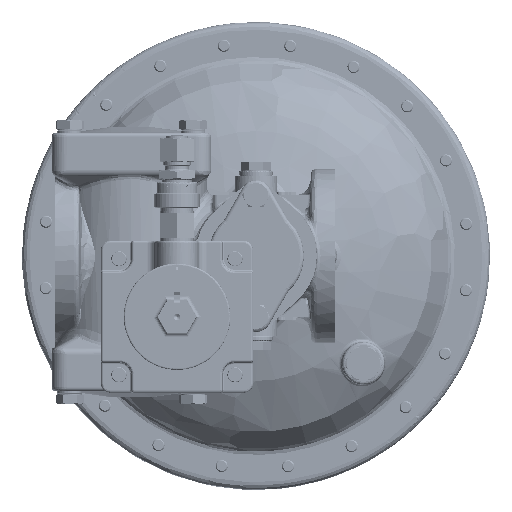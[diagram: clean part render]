
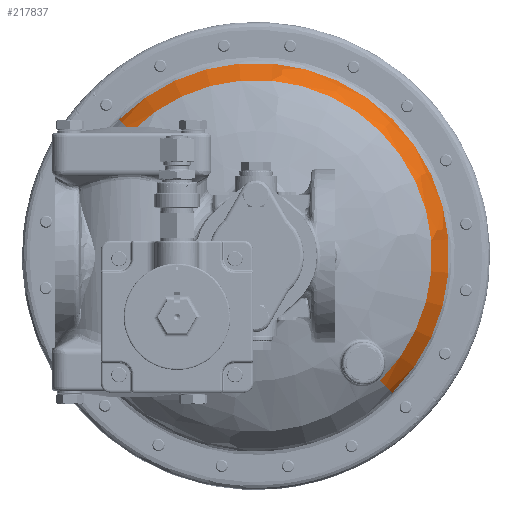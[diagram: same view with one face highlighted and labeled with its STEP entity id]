
A CAD part, front view. The second image highlights one B-rep face of the part: STEP entity #217837.
In plain terms, the highlighted free-form (B-spline) face has degree [3, 3] with [4, 4] control points.
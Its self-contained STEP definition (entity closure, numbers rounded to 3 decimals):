
#1126 = AXIS2_PLACEMENT_3D ( 'NONE', #86338, #204655, #103346 ) ;
#2258 = CARTESIAN_POINT ( 'NONE',  ( 312.702, 136.126, 89.905 ) ) ;
#2608 = VERTEX_POINT ( 'NONE', #186144 ) ;
#2975 = CARTESIAN_POINT ( 'NONE',  ( 124.903, 119.65, -81.915 ) ) ;
#4024 = DIRECTION ( 'NONE',  ( 0., 1., 0. ) ) ;
#5144 = AXIS2_PLACEMENT_3D ( 'NONE', #139328, #38008, #156404 ) ;
#19284 = CARTESIAN_POINT ( 'NONE',  ( -45.273, 129.732, 88.261 ) ) ;
#36336 = CARTESIAN_POINT ( 'NONE',  ( 307.771, 129.732, 88.261 ) ) ;
#38008 = DIRECTION ( 'NONE',  ( -0.707, 0., -0.707 ) ) ;
#40252 = ORIENTED_EDGE ( 'NONE', *, *, #150666, .T. ) ;
#53324 = CARTESIAN_POINT ( 'NONE',  ( -42.553, 124.122, 85.54 ) ) ;
#70389 = CARTESIAN_POINT ( 'NONE',  ( 299.609, 124.122, 85.54 ) ) ;
#77929 = VERTEX_POINT ( 'NONE', #101352 ) ;
#86338 = CARTESIAN_POINT ( 'NONE',  ( -20.335, 149.794, 63.323 ) ) ;
#87368 = CARTESIAN_POINT ( 'NONE',  ( -38.928, 119.65, 81.915 ) ) ;
#90335 = AXIS2_PLACEMENT_3D ( 'NONE', #200737, #99491, #217806 ) ;
#99491 = DIRECTION ( 'NONE',  ( 0., -1., 0. ) ) ;
#100251 = CARTESIAN_POINT ( 'NONE',  ( -38.928, 119.65, 81.915 ) ) ;
#101352 = CARTESIAN_POINT ( 'NONE',  ( -46.917, 136.126, 89.905 ) ) ;
#103346 = DIRECTION ( 'NONE',  ( -0.707, 0., 0.707 ) ) ;
#104430 = CARTESIAN_POINT ( 'NONE',  ( 288.734, 119.65, 81.915 ) ) ;
#105448 = CARTESIAN_POINT ( 'NONE',  ( 42.988, 119.65, 0. ) ) ;
#106052 = CIRCLE ( 'NONE', #157113, 115.846 ) ;
#106540 =( BOUNDED_SURFACE ( )  B_SPLINE_SURFACE ( 3, 3, ( 
 ( #171012, #187950, #2258, #120718 ),
 ( #19284, #137642, #36336, #154723 ),
 ( #53324, #171718, #70389, #188681 ),
 ( #87368, #205685, #104430, #2975 ) ),
 .UNSPECIFIED., .F., .F., .F. ) 
 B_SPLINE_SURFACE_WITH_KNOTS ( ( 4, 4 ),
 ( 4, 4 ),
 ( 0., 1. ),
 ( 0., 1. ),
 .UNSPECIFIED. ) 
 GEOMETRIC_REPRESENTATION_ITEM ( )  RATIONAL_B_SPLINE_SURFACE ( (
 ( 1., 0.333, 0.333, 1.),
 ( 0.979, 0.326, 0.326, 0.979),
 ( 0.979, 0.326, 0.326, 0.979),
 ( 1., 0.333, 0.333, 1.) ) ) 
 REPRESENTATION_ITEM ( '' )  SURFACE ( )  );
#108764 = FACE_OUTER_BOUND ( 'NONE', #146683, .T. ) ;
#111290 = VERTEX_POINT ( 'NONE', #135687 ) ;
#120718 = CARTESIAN_POINT ( 'NONE',  ( 132.893, 136.126, -89.905 ) ) ;
#122435 = DIRECTION ( 'NONE',  ( -0.707, 0., 0.707 ) ) ;
#122895 = VERTEX_POINT ( 'NONE', #100251 ) ;
#123643 = CIRCLE ( 'NONE', #5144, 40. ) ;
#135687 = CARTESIAN_POINT ( 'NONE',  ( 124.903, 119.65, -81.915 ) ) ;
#137642 = CARTESIAN_POINT ( 'NONE',  ( 131.249, 129.732, 264.783 ) ) ;
#139328 = CARTESIAN_POINT ( 'NONE',  ( 106.311, 149.794, -63.323 ) ) ;
#146683 = EDGE_LOOP ( 'NONE', ( #200812, #187986, #40252, #191556 ) ) ;
#150666 = EDGE_CURVE ( 'NONE', #77929, #122895, #179942, .T. ) ;
#154723 = CARTESIAN_POINT ( 'NONE',  ( 131.249, 129.732, -88.261 ) ) ;
#156404 = DIRECTION ( 'NONE',  ( 0.707, 0., -0.707 ) ) ;
#157113 = AXIS2_PLACEMENT_3D ( 'NONE', #105448, #4024, #122435 ) ;
#171012 = CARTESIAN_POINT ( 'NONE',  ( -46.917, 136.126, 89.905 ) ) ;
#171718 = CARTESIAN_POINT ( 'NONE',  ( 128.528, 124.122, 256.621 ) ) ;
#179942 = CIRCLE ( 'NONE', #1126, 40. ) ;
#183096 = CIRCLE ( 'NONE', #90335, 127.145 ) ;
#186144 = CARTESIAN_POINT ( 'NONE',  ( 132.893, 136.126, -89.905 ) ) ;
#187950 = CARTESIAN_POINT ( 'NONE',  ( 132.893, 136.126, 269.714 ) ) ;
#187986 = ORIENTED_EDGE ( 'NONE', *, *, #208979, .T. ) ;
#188681 = CARTESIAN_POINT ( 'NONE',  ( 128.528, 124.122, -85.54 ) ) ;
#191556 = ORIENTED_EDGE ( 'NONE', *, *, #210015, .T. ) ;
#193074 = EDGE_CURVE ( 'NONE', #2608, #111290, #123643, .T. ) ;
#200737 = CARTESIAN_POINT ( 'NONE',  ( 42.988, 136.126, 0. ) ) ;
#200812 = ORIENTED_EDGE ( 'NONE', *, *, #193074, .F. ) ;
#204655 = DIRECTION ( 'NONE',  ( 0.707, 0., 0.707 ) ) ;
#205685 = CARTESIAN_POINT ( 'NONE',  ( 124.903, 119.65, 245.746 ) ) ;
#208979 = EDGE_CURVE ( 'NONE', #2608, #77929, #183096, .T. ) ;
#210015 = EDGE_CURVE ( 'NONE', #122895, #111290, #106052, .T. ) ;
#217806 = DIRECTION ( 'NONE',  ( -0.707, 0., 0.707 ) ) ;
#217837 = ADVANCED_FACE ( 'NONE', ( #108764 ), #106540, .T. ) ;
